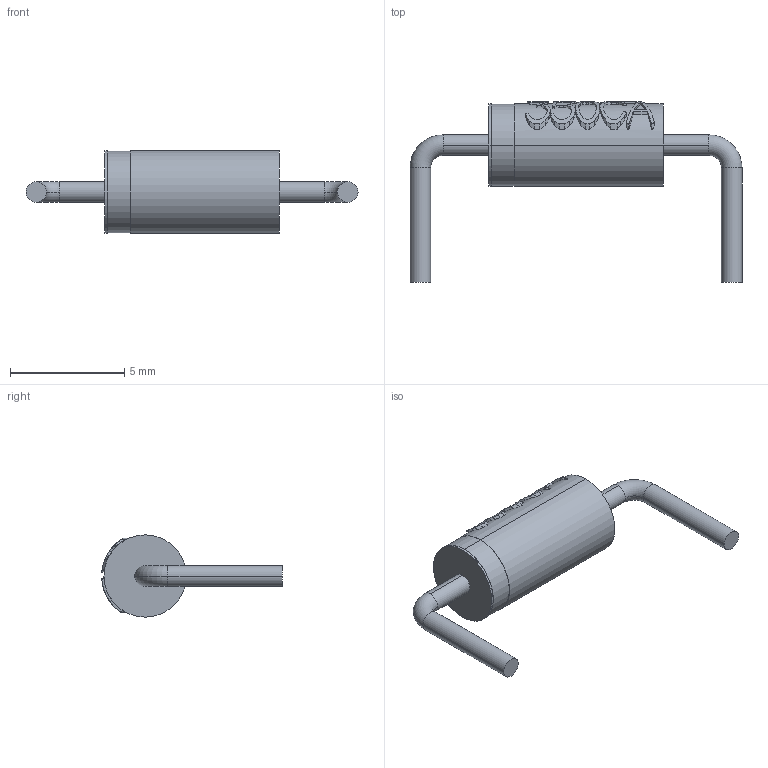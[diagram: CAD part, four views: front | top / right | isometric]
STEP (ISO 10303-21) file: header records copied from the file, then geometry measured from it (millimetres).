
FILE_DESCRIPTION (( 'STEP AP214' ), '1' );
FILE_NAME ('P6KE350CA.STEP', '2024-04-19T09:34:49', ( '' ), ( '' ), 'SwSTEP 2.0', 'SolidWorks 2024', '' );
FILE_SCHEMA (( 'AUTOMOTIVE_DESIGN' ));
Length unit declared in the file: millimetre
Products named in the file (1): P6KE350CA
Bounding box: 14.52 x 7.9 x 3.6 mm (x, y, z)
Volume: 88.9 mm3; surface area: 163.5 mm2
Topology: 1 solids, 1 shells, 340 faces, 959 edges, 638 vertices
Faces by surface type: plane 207, bspline 102, cylinder 27, torus 4
Entity records: 17474 total; most frequent: CARTESIAN_POINT 6388, ORIENTED_EDGE 1918, DIRECTION 1033, EDGE_CURVE 959, VERTEX_POINT 638, VECTOR 379, LINE 379, EDGE_LOOP 357
